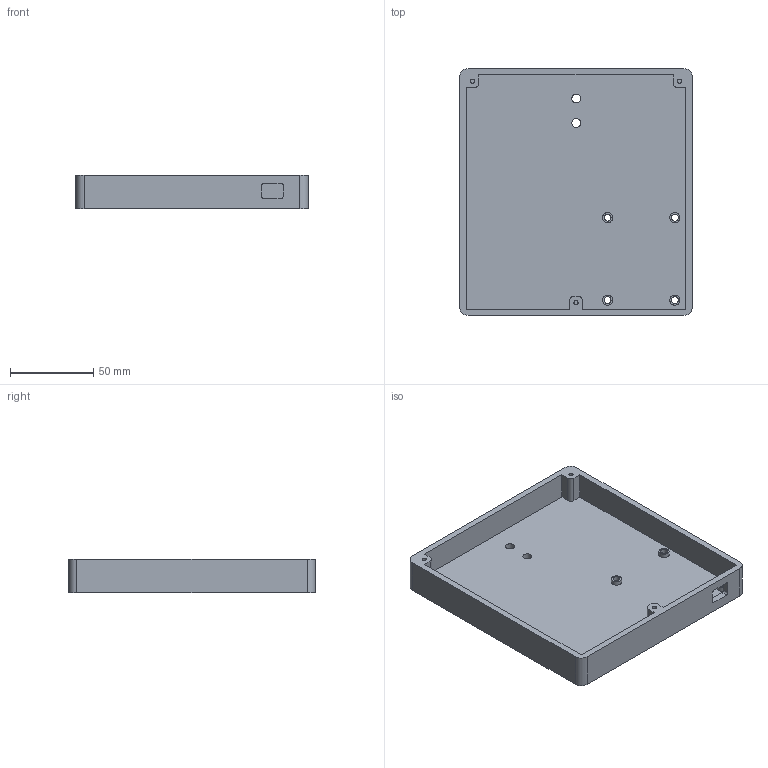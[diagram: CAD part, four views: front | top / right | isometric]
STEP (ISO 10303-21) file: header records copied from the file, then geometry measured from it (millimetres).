
FILE_DESCRIPTION(/* description */ ('Alibre Inc.'),/* implementation_level */ '2;1');
FILE_NAME(/* name */ 'export-A2DE2C73-4519-461A-AF9A-3E24741DD5FF',/* time_stamp */ '2023-12-08T23:39:29-07:00',/* author */ (''),/* organization */ (''),/* preprocessor_version */ 'ST-DEVELOPER v17',/* originating_system */ 'Alibre',/* authorisation */ '');
FILE_SCHEMA (('CONFIG_CONTROL_DESIGN'));
Length unit declared in the file: centimetre
Products named in the file (1): load cell - uxcell 5kg
Bounding box: 139.7 x 148.34 x 20.32 mm (x, y, z)
Volume: 115669.8 mm3; surface area: 62893.6 mm2
Topology: 1 solids, 1 shells, 55 faces, 138 edges, 93 vertices
Faces by surface type: plane 30, cylinder 25
Full cylindrical faces by diameter (mm): 2.54 x3, 4.064 x4, 5.334 x2, 6.096 x3, 6.139 x1
Entity records: 1633 total; most frequent: CARTESIAN_POINT 261, DIRECTION 246, ORIENTED_EDGE 244, EDGE_CURVE 122, AXIS2_PLACEMENT_3D 101, VERTEX_POINT 90, EDGE_LOOP 90, FACE_BOUND 90
